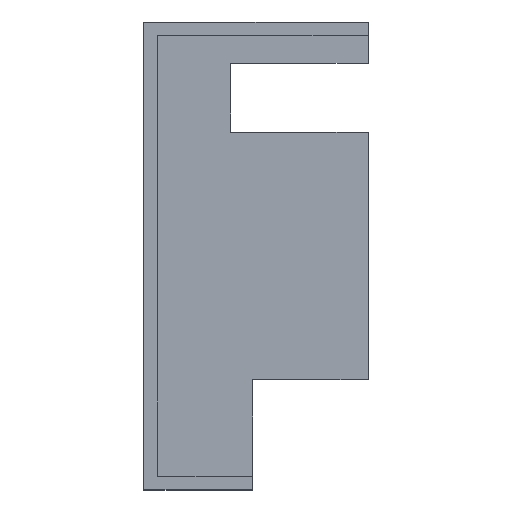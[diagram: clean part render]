
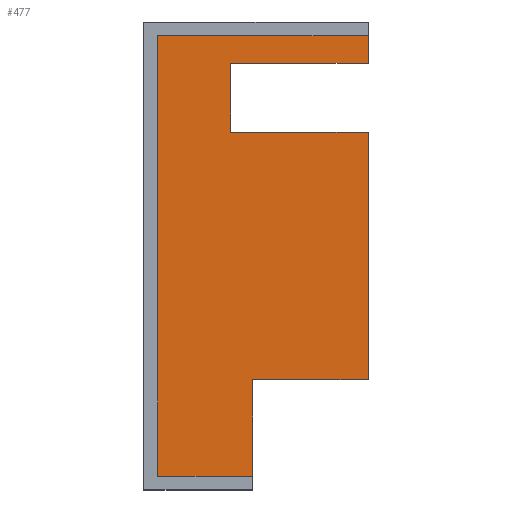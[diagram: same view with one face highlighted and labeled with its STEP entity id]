
A CAD part, top view. The second image highlights one B-rep face of the part: STEP entity #477.
In plain terms, the highlighted planar face has unit normal (0, 0, 1).
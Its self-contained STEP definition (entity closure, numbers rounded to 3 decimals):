
#239 = VERTEX_POINT('',#240);
#240 = CARTESIAN_POINT('',(21.3,36.,2.));
#246 = EDGE_CURVE('',#239,#247,#249,.T.);
#247 = VERTEX_POINT('',#248);
#248 = CARTESIAN_POINT('',(21.3,38.,2.));
#249 = LINE('',#250,#251);
#250 = CARTESIAN_POINT('',(21.3,6.,2.));
#251 = VECTOR('',#252,1.);
#252 = DIRECTION('',(0.,1.,0.));
#272 = VERTEX_POINT('',#273);
#273 = CARTESIAN_POINT('',(12.9,6.,2.));
#279 = EDGE_CURVE('',#280,#272,#282,.T.);
#280 = VERTEX_POINT('',#281);
#281 = CARTESIAN_POINT('',(12.9,13.,2.));
#282 = LINE('',#283,#284);
#283 = CARTESIAN_POINT('',(12.9,17.5,2.));
#284 = VECTOR('',#285,1.);
#285 = DIRECTION('',(0.,-1.,0.));
#303 = EDGE_CURVE('',#239,#304,#306,.T.);
#304 = VERTEX_POINT('',#305);
#305 = CARTESIAN_POINT('',(11.3,36.,2.));
#306 = LINE('',#307,#308);
#307 = CARTESIAN_POINT('',(17.475,36.,2.));
#308 = VECTOR('',#309,1.);
#309 = DIRECTION('',(-1.,0.,0.));
#327 = EDGE_CURVE('',#304,#328,#330,.T.);
#328 = VERTEX_POINT('',#329);
#329 = CARTESIAN_POINT('',(11.3,31.,2.));
#330 = LINE('',#331,#332);
#331 = CARTESIAN_POINT('',(11.3,29.,2.));
#332 = VECTOR('',#333,1.);
#333 = DIRECTION('',(0.,-1.,0.));
#351 = EDGE_CURVE('',#328,#352,#354,.T.);
#352 = VERTEX_POINT('',#353);
#353 = CARTESIAN_POINT('',(21.3,31.,2.));
#354 = LINE('',#355,#356);
#355 = CARTESIAN_POINT('',(12.475,31.,2.));
#356 = VECTOR('',#357,1.);
#357 = DIRECTION('',(1.,0.,0.));
#377 = VERTEX_POINT('',#378);
#378 = CARTESIAN_POINT('',(21.3,13.,2.));
#384 = EDGE_CURVE('',#377,#352,#385,.T.);
#385 = LINE('',#386,#387);
#386 = CARTESIAN_POINT('',(21.3,6.,2.));
#387 = VECTOR('',#388,1.);
#388 = DIRECTION('',(0.,1.,0.));
#399 = EDGE_CURVE('',#377,#280,#400,.T.);
#400 = LINE('',#401,#402);
#401 = CARTESIAN_POINT('',(17.475,13.,2.));
#402 = VECTOR('',#403,1.);
#403 = DIRECTION('',(-1.,0.,0.));
#417 = EDGE_CURVE('',#247,#418,#420,.T.);
#418 = VERTEX_POINT('',#419);
#419 = CARTESIAN_POINT('',(6.,38.,2.));
#420 = LINE('',#421,#422);
#421 = CARTESIAN_POINT('',(21.3,38.,2.));
#422 = VECTOR('',#423,1.);
#423 = DIRECTION('',(-1.,0.,0.));
#441 = EDGE_CURVE('',#418,#442,#444,.T.);
#442 = VERTEX_POINT('',#443);
#443 = CARTESIAN_POINT('',(6.,6.,2.));
#444 = LINE('',#445,#446);
#445 = CARTESIAN_POINT('',(6.,38.,2.));
#446 = VECTOR('',#447,1.);
#447 = DIRECTION('',(0.,-1.,0.));
#466 = EDGE_CURVE('',#442,#272,#467,.T.);
#467 = LINE('',#468,#469);
#468 = CARTESIAN_POINT('',(6.,6.,2.));
#469 = VECTOR('',#470,1.);
#470 = DIRECTION('',(1.,0.,0.));
#477 = ADVANCED_FACE('',(#478),#490,.T.);
#478 = FACE_BOUND('',#479,.T.);
#479 = EDGE_LOOP('',(#480,#481,#482,#483,#484,#485,#486,#487,#488,#489)
  );
#480 = ORIENTED_EDGE('',*,*,#417,.T.);
#481 = ORIENTED_EDGE('',*,*,#441,.T.);
#482 = ORIENTED_EDGE('',*,*,#466,.T.);
#483 = ORIENTED_EDGE('',*,*,#279,.F.);
#484 = ORIENTED_EDGE('',*,*,#399,.F.);
#485 = ORIENTED_EDGE('',*,*,#384,.T.);
#486 = ORIENTED_EDGE('',*,*,#351,.F.);
#487 = ORIENTED_EDGE('',*,*,#327,.F.);
#488 = ORIENTED_EDGE('',*,*,#303,.F.);
#489 = ORIENTED_EDGE('',*,*,#246,.T.);
#490 = PLANE('',#491);
#491 = AXIS2_PLACEMENT_3D('',#492,#493,#494);
#492 = CARTESIAN_POINT('',(13.65,22.,2.));
#493 = DIRECTION('',(0.,0.,1.));
#494 = DIRECTION('',(1.,0.,0.));
